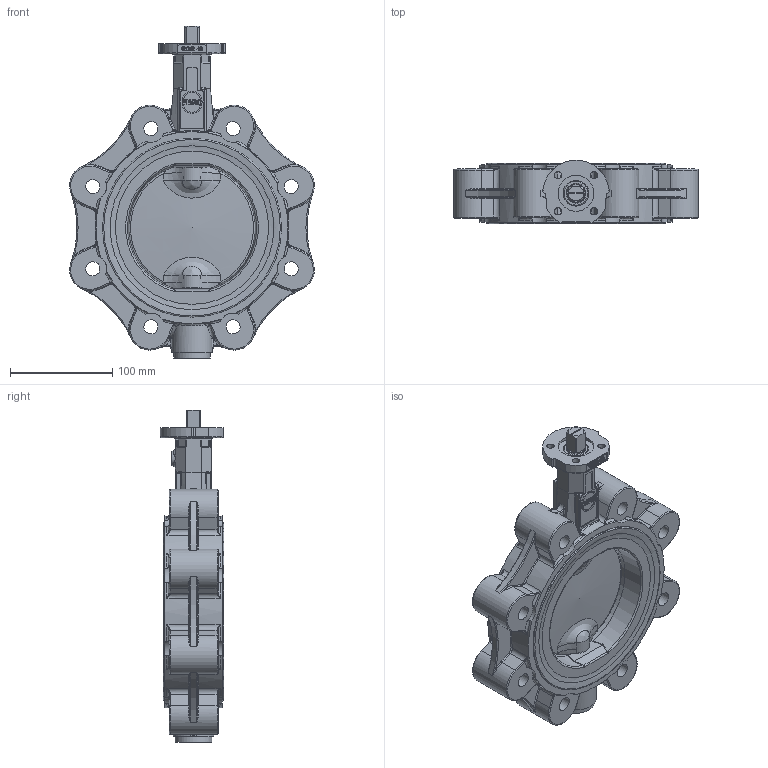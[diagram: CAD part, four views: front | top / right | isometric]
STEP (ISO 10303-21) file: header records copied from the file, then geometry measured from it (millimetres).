
FILE_DESCRIPTION((''),'2;1');
FILE_NAME('Z014-A-GG DN125.stp','2007-09-26T14:34:42',('hellwig'),(''),'Autodesk Inventor 11','Autodesk Inventor 11','');
FILE_SCHEMA(('AUTOMOTIVE_DESIGN { 1 0 10303 214 1 1 1 1 }'));
Length unit declared in the file: millimetre
Products named in the file (1): Bauteil169
Bounding box: 239.52 x 62 x 324.87 mm (x, y, z)
Volume: 1532892.8 mm3; surface area: 263237.7 mm2
Topology: 2 solids, 12 shells, 1229 faces, 3126 edges, 1872 vertices
Faces by surface type: bspline 492, cylinder 297, plane 297, torus 99, cone 40, sphere 4
Full cylindrical faces by diameter (mm): 4 x1, 6 x1, 15 x1, 16.2 x3, 18 x8, 18.18 x3, 24.95 x3, 25.2 x1, 30 x1, 36 x1, 40 x1, 137.8 x2, 167 x1, 167.8 x1, 174.8 x1, 175 x1
Entity records: 84398 total; most frequent: CARTESIAN_POINT 58441, ORIENTED_EDGE 5714, DIRECTION 4757, EDGE_CURVE 2857, AXIS2_PLACEMENT_3D 1913, VERTEX_POINT 1813, EDGE_LOOP 1430, FACE_OUTER_BOUND 1229
